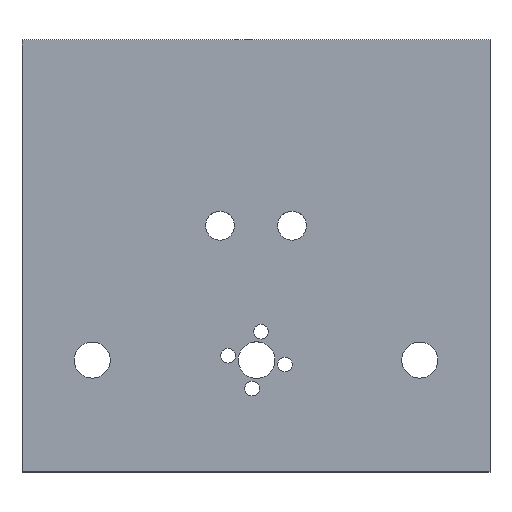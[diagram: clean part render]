
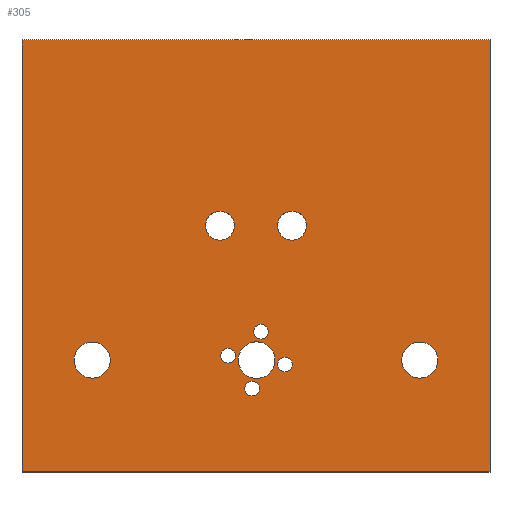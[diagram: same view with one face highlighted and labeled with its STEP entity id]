
A CAD part, top view. The second image highlights one B-rep face of the part: STEP entity #305.
In plain terms, the highlighted planar face has unit normal (0, 0, 1).
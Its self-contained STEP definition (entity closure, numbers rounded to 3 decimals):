
#15=FACE_BOUND('',#82,.T.);
#16=FACE_BOUND('',#83,.T.);
#17=FACE_BOUND('',#84,.T.);
#18=FACE_BOUND('',#85,.T.);
#19=FACE_BOUND('',#86,.T.);
#20=FACE_BOUND('',#87,.T.);
#21=FACE_BOUND('',#88,.T.);
#22=FACE_BOUND('',#89,.T.);
#23=FACE_BOUND('',#90,.T.);
#33=CIRCLE('',#336,2.05);
#35=CIRCLE('',#339,2.05);
#37=CIRCLE('',#342,2.05);
#39=CIRCLE('',#345,2.05);
#41=CIRCLE('',#348,5.1);
#43=CIRCLE('',#351,4.);
#44=CIRCLE('',#352,4.);
#45=CIRCLE('',#353,5.);
#46=CIRCLE('',#354,5.);
#66=FACE_OUTER_BOUND('',#81,.T.);
#81=EDGE_LOOP('',(#239,#240,#241,#242));
#82=EDGE_LOOP('',(#243));
#83=EDGE_LOOP('',(#244));
#84=EDGE_LOOP('',(#245));
#85=EDGE_LOOP('',(#246));
#86=EDGE_LOOP('',(#247));
#87=EDGE_LOOP('',(#248));
#88=EDGE_LOOP('',(#249));
#89=EDGE_LOOP('',(#250));
#90=EDGE_LOOP('',(#251));
#108=LINE('',#460,#129);
#117=LINE('',#498,#138);
#118=LINE('',#500,#139);
#119=LINE('',#501,#140);
#129=VECTOR('',#371,10.);
#138=VECTOR('',#412,10.);
#139=VECTOR('',#413,10.);
#140=VECTOR('',#414,10.);
#150=VERTEX_POINT('',#458);
#151=VERTEX_POINT('',#459);
#154=VERTEX_POINT('',#467);
#156=VERTEX_POINT('',#473);
#158=VERTEX_POINT('',#479);
#160=VERTEX_POINT('',#485);
#162=VERTEX_POINT('',#491);
#164=VERTEX_POINT('',#497);
#165=VERTEX_POINT('',#499);
#166=VERTEX_POINT('',#502);
#167=VERTEX_POINT('',#504);
#168=VERTEX_POINT('',#506);
#169=VERTEX_POINT('',#508);
#176=EDGE_CURVE('',#150,#151,#108,.T.);
#180=EDGE_CURVE('',#154,#154,#33,.T.);
#183=EDGE_CURVE('',#156,#156,#35,.T.);
#186=EDGE_CURVE('',#158,#158,#37,.T.);
#189=EDGE_CURVE('',#160,#160,#39,.T.);
#192=EDGE_CURVE('',#162,#162,#41,.T.);
#195=EDGE_CURVE('',#151,#164,#117,.T.);
#196=EDGE_CURVE('',#164,#165,#118,.T.);
#197=EDGE_CURVE('',#165,#150,#119,.T.);
#198=EDGE_CURVE('',#166,#166,#43,.T.);
#199=EDGE_CURVE('',#167,#167,#44,.T.);
#200=EDGE_CURVE('',#168,#168,#45,.T.);
#201=EDGE_CURVE('',#169,#169,#46,.T.);
#239=ORIENTED_EDGE('',*,*,#195,.T.);
#240=ORIENTED_EDGE('',*,*,#196,.T.);
#241=ORIENTED_EDGE('',*,*,#197,.T.);
#242=ORIENTED_EDGE('',*,*,#176,.T.);
#243=ORIENTED_EDGE('',*,*,#180,.T.);
#244=ORIENTED_EDGE('',*,*,#183,.T.);
#245=ORIENTED_EDGE('',*,*,#186,.T.);
#246=ORIENTED_EDGE('',*,*,#189,.T.);
#247=ORIENTED_EDGE('',*,*,#192,.T.);
#248=ORIENTED_EDGE('',*,*,#198,.T.);
#249=ORIENTED_EDGE('',*,*,#199,.T.);
#250=ORIENTED_EDGE('',*,*,#200,.T.);
#251=ORIENTED_EDGE('',*,*,#201,.T.);
#294=PLANE('',#350);
#305=ADVANCED_FACE('',(#66,#15,#16,#17,#18,#19,#20,#21,#22,#23),#294,.T.);
#336=AXIS2_PLACEMENT_3D('',#468,#377,#378);
#339=AXIS2_PLACEMENT_3D('',#474,#384,#385);
#342=AXIS2_PLACEMENT_3D('',#480,#391,#392);
#345=AXIS2_PLACEMENT_3D('',#486,#398,#399);
#348=AXIS2_PLACEMENT_3D('',#492,#405,#406);
#350=AXIS2_PLACEMENT_3D('',#496,#410,#411);
#351=AXIS2_PLACEMENT_3D('',#503,#415,#416);
#352=AXIS2_PLACEMENT_3D('',#505,#417,#418);
#353=AXIS2_PLACEMENT_3D('',#507,#419,#420);
#354=AXIS2_PLACEMENT_3D('',#509,#421,#422);
#371=DIRECTION('',(-1.,0.,0.));
#377=DIRECTION('center_axis',(0.,0.,-1.));
#378=DIRECTION('ref_axis',(1.,0.,0.));
#384=DIRECTION('center_axis',(0.,0.,-1.));
#385=DIRECTION('ref_axis',(1.,0.,0.));
#391=DIRECTION('center_axis',(0.,0.,-1.));
#392=DIRECTION('ref_axis',(1.,0.,0.));
#398=DIRECTION('center_axis',(0.,0.,-1.));
#399=DIRECTION('ref_axis',(1.,0.,0.));
#405=DIRECTION('center_axis',(0.,0.,-1.));
#406=DIRECTION('ref_axis',(1.,0.,0.));
#410=DIRECTION('center_axis',(0.,0.,1.));
#411=DIRECTION('ref_axis',(1.,0.,0.));
#412=DIRECTION('',(0.,-1.,0.));
#413=DIRECTION('',(1.,0.,0.));
#414=DIRECTION('',(0.,1.,0.));
#415=DIRECTION('center_axis',(0.,0.,-1.));
#416=DIRECTION('ref_axis',(-1.,0.,0.));
#417=DIRECTION('center_axis',(0.,0.,-1.));
#418=DIRECTION('ref_axis',(-1.,0.,0.));
#419=DIRECTION('center_axis',(0.,0.,-1.));
#420=DIRECTION('ref_axis',(-1.,0.,0.));
#421=DIRECTION('center_axis',(0.,0.,-1.));
#422=DIRECTION('ref_axis',(-1.,0.,0.));
#458=CARTESIAN_POINT('',(130.,30.,3.4));
#459=CARTESIAN_POINT('',(0.,30.,3.4));
#460=CARTESIAN_POINT('',(130.,30.,3.4));
#467=CARTESIAN_POINT('',(55.213,-57.702,3.4));
#468=CARTESIAN_POINT('Origin',(57.263,-57.702,3.4));
#473=CARTESIAN_POINT('',(71.022,-60.169,3.4));
#474=CARTESIAN_POINT('Origin',(73.072,-60.169,3.4));
#479=CARTESIAN_POINT('',(64.351,-51.031,3.4));
#480=CARTESIAN_POINT('Origin',(66.401,-51.031,3.4));
#485=CARTESIAN_POINT('',(61.884,-66.84,3.4));
#486=CARTESIAN_POINT('Origin',(63.934,-66.84,3.4));
#491=CARTESIAN_POINT('',(60.067,-58.936,3.4));
#492=CARTESIAN_POINT('Origin',(65.167,-58.936,3.4));
#496=CARTESIAN_POINT('Origin',(65.,-43.3,3.4));
#497=CARTESIAN_POINT('',(0.,-90.,3.4));
#498=CARTESIAN_POINT('',(0.,30.,3.4));
#499=CARTESIAN_POINT('',(130.,-90.,3.4));
#500=CARTESIAN_POINT('',(0.,-90.,3.4));
#501=CARTESIAN_POINT('',(130.,-90.,3.4));
#502=CARTESIAN_POINT('',(79.,-21.6,3.4));
#503=CARTESIAN_POINT('Origin',(75.,-21.6,3.4));
#504=CARTESIAN_POINT('',(59.,-21.6,3.4));
#505=CARTESIAN_POINT('Origin',(55.,-21.6,3.4));
#506=CARTESIAN_POINT('',(115.5,-58.921,3.4));
#507=CARTESIAN_POINT('Origin',(110.5,-58.921,3.4));
#508=CARTESIAN_POINT('',(24.5,-58.921,3.4));
#509=CARTESIAN_POINT('Origin',(19.5,-58.921,3.4));
